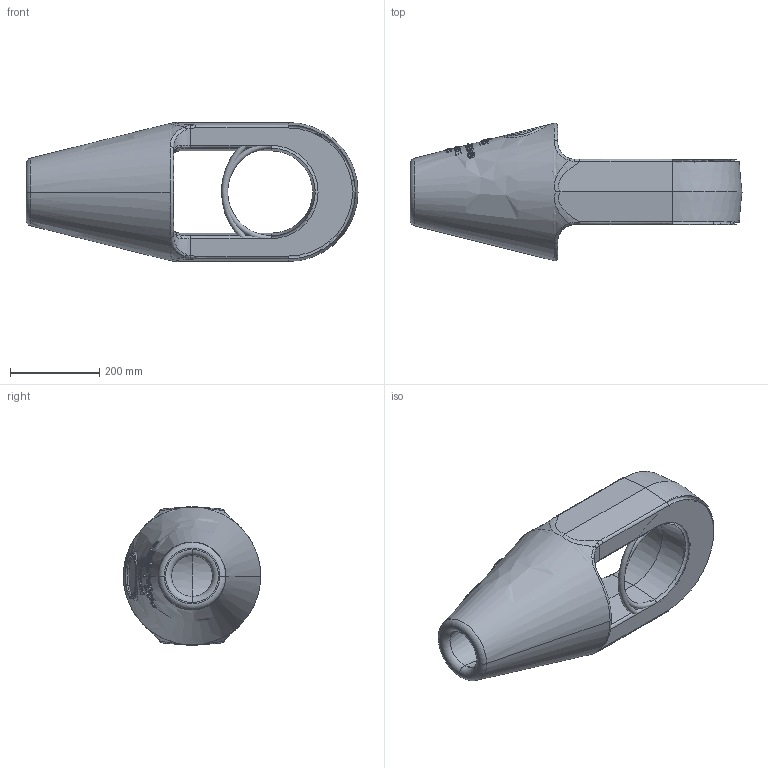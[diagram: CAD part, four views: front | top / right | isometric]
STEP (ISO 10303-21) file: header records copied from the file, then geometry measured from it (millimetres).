
FILE_DESCRIPTION((''),'2;1');
FILE_NAME('CROSBY_417_338_1041811-1041820','2011-08-31T',('Alan Doughty'),('The Crosby Group LLC'),'PRO/ENGINEER BY PARAMETRIC TECHNOLOGY CORPORATION, 2010230','PRO/ENGINEER BY PARAMETRIC TECHNOLOGY CORPORATION, 2010230','');
FILE_SCHEMA(('CONFIG_CONTROL_DESIGN'));
Products named in the file (1): CROSBY_417_338_1041811-1041820
Bounding box: 742.95 x 307.57 x 311.15 mm (x, y, z)
Surface area: 1069401 mm2 (no closed solid volume)
Topology: 0 solids, 0 shells, 772 faces, 4260 edges, 4246 vertices
Faces by surface type: bspline 750, torus 22
Entity records: 61829 total; most frequent: CARTESIAN_POINT 32831, DEFINITIONAL_REPRESENTATION 4232, PCURVE 4232, COMPOSITE_CURVE_SEGMENT 4232, B_SPLINE_CURVE_WITH_KNOTS 3883, DIRECTION 2633, TRIMMED_CURVE 2465, VECTOR 2341
